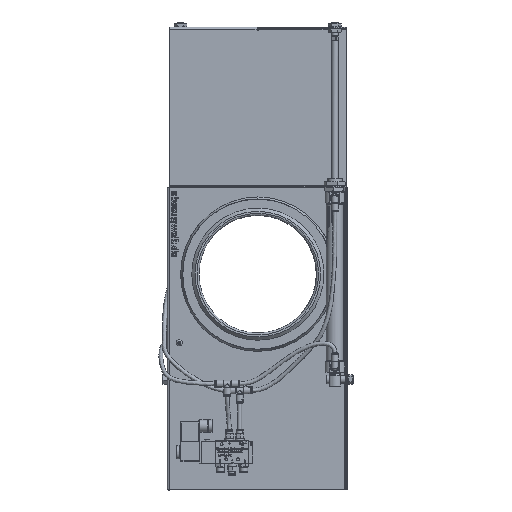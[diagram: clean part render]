
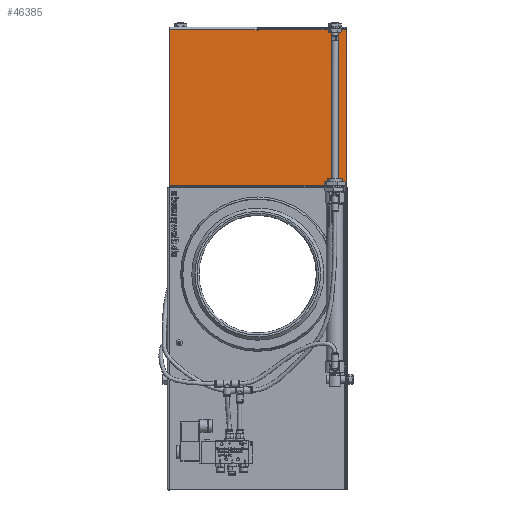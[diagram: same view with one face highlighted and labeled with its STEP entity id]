
A CAD part, top view. The second image highlights one B-rep face of the part: STEP entity #46385.
In plain terms, the highlighted face is planar.
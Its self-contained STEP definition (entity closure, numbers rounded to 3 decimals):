
#944=CIRCLE('',#49088,3.5);
#946=CIRCLE('',#49092,3.5);
#948=CIRCLE('',#49096,3.5);
#950=CIRCLE('',#49100,3.5);
#952=CIRCLE('',#49104,100.);
#3012=FACE_BOUND('',#8793,.T.);
#3013=FACE_BOUND('',#8794,.T.);
#3014=FACE_BOUND('',#8795,.T.);
#5951=FACE_OUTER_BOUND('',#8792,.T.);
#8792=EDGE_LOOP('',(#32128,#32129,#32130,#32131,#32132,#32133,#32134,#32135));
#8793=EDGE_LOOP('',(#32136,#32137,#32138,#32139));
#8794=EDGE_LOOP('',(#32140,#32141,#32142,#32143));
#8795=EDGE_LOOP('',(#32144));
#12219=LINE('',#64415,#15841);
#12223=LINE('',#64425,#15845);
#12228=LINE('',#64440,#15850);
#12231=LINE('',#64449,#15853);
#12252=LINE('',#64519,#15874);
#12265=LINE('',#64558,#15887);
#12266=LINE('',#64561,#15888);
#12269=LINE('',#64567,#15891);
#12272=LINE('',#64572,#15894);
#12274=LINE('',#64576,#15896);
#12277=LINE('',#64582,#15899);
#12280=LINE('',#64587,#15902);
#15841=VECTOR('',#52651,215.);
#15845=VECTOR('',#52663,215.);
#15850=VECTOR('',#52676,215.);
#15853=VECTOR('',#52687,215.);
#15874=VECTOR('',#52754,134.5);
#15887=VECTOR('',#52803,134.5);
#15888=VECTOR('',#52806,2.);
#15891=VECTOR('',#52811,2.);
#15894=VECTOR('',#52816,2.);
#15896=VECTOR('',#52820,488.);
#15899=VECTOR('',#52825,271.);
#15902=VECTOR('',#52830,488.);
#19499=VERTEX_POINT('',#64406);
#19500=VERTEX_POINT('',#64408);
#19502=VERTEX_POINT('',#64414);
#19504=VERTEX_POINT('',#64420);
#19507=VERTEX_POINT('',#64430);
#19508=VERTEX_POINT('',#64432);
#19510=VERTEX_POINT('',#64438);
#19512=VERTEX_POINT('',#64444);
#19514=VERTEX_POINT('',#64453);
#19537=VERTEX_POINT('',#64516);
#19538=VERTEX_POINT('',#64518);
#19545=VERTEX_POINT('',#64550);
#19546=VERTEX_POINT('',#64554);
#19547=VERTEX_POINT('',#64560);
#19549=VERTEX_POINT('',#64566);
#19551=VERTEX_POINT('',#64575);
#19553=VERTEX_POINT('',#64581);
#24391=EDGE_CURVE('',#19500,#19499,#944,.T.);
#24394=EDGE_CURVE('',#19502,#19500,#12219,.T.);
#24397=EDGE_CURVE('',#19504,#19502,#946,.T.);
#24400=EDGE_CURVE('',#19499,#19504,#12223,.T.);
#24403=EDGE_CURVE('',#19508,#19507,#948,.T.);
#24407=EDGE_CURVE('',#19507,#19510,#12228,.T.);
#24410=EDGE_CURVE('',#19510,#19512,#950,.T.);
#24412=EDGE_CURVE('',#19512,#19508,#12231,.T.);
#24414=EDGE_CURVE('',#19514,#19514,#952,.T.);
#24444=EDGE_CURVE('',#19537,#19538,#12252,.T.);
#24464=EDGE_CURVE('',#19546,#19545,#12265,.T.);
#24465=EDGE_CURVE('',#19538,#19547,#12266,.T.);
#24468=EDGE_CURVE('',#19547,#19549,#12269,.T.);
#24471=EDGE_CURVE('',#19549,#19546,#12272,.T.);
#24473=EDGE_CURVE('',#19545,#19551,#12274,.T.);
#24476=EDGE_CURVE('',#19551,#19553,#12277,.T.);
#24479=EDGE_CURVE('',#19553,#19537,#12280,.T.);
#32128=ORIENTED_EDGE('',*,*,#24444,.F.);
#32129=ORIENTED_EDGE('',*,*,#24479,.F.);
#32130=ORIENTED_EDGE('',*,*,#24476,.F.);
#32131=ORIENTED_EDGE('',*,*,#24473,.F.);
#32132=ORIENTED_EDGE('',*,*,#24464,.F.);
#32133=ORIENTED_EDGE('',*,*,#24471,.F.);
#32134=ORIENTED_EDGE('',*,*,#24468,.F.);
#32135=ORIENTED_EDGE('',*,*,#24465,.F.);
#32136=ORIENTED_EDGE('',*,*,#24391,.T.);
#32137=ORIENTED_EDGE('',*,*,#24400,.T.);
#32138=ORIENTED_EDGE('',*,*,#24397,.T.);
#32139=ORIENTED_EDGE('',*,*,#24394,.T.);
#32140=ORIENTED_EDGE('',*,*,#24403,.T.);
#32141=ORIENTED_EDGE('',*,*,#24407,.T.);
#32142=ORIENTED_EDGE('',*,*,#24410,.T.);
#32143=ORIENTED_EDGE('',*,*,#24412,.T.);
#32144=ORIENTED_EDGE('',*,*,#24414,.T.);
#44371=PLANE('',#49150);
#46385=ADVANCED_FACE('',(#5951,#3012,#3013,#3014),#44371,.T.);
#49088=AXIS2_PLACEMENT_3D('',#64409,#52645,#52646);
#49092=AXIS2_PLACEMENT_3D('',#64421,#52657,#52658);
#49096=AXIS2_PLACEMENT_3D('',#64433,#52669,#52670);
#49100=AXIS2_PLACEMENT_3D('',#64446,#52682,#52683);
#49104=AXIS2_PLACEMENT_3D('',#64454,#52692,#52693);
#49150=AXIS2_PLACEMENT_3D('',#64590,#52834,#52835);
#52645=DIRECTION('center_axis',(0.,-1.,0.));
#52646=DIRECTION('ref_axis',(0.,0.,-1.));
#52651=DIRECTION('',(-1.,0.,0.));
#52657=DIRECTION('center_axis',(0.,-1.,0.));
#52658=DIRECTION('ref_axis',(0.,0.,1.));
#52663=DIRECTION('',(1.,0.,0.));
#52669=DIRECTION('center_axis',(0.,-1.,0.));
#52670=DIRECTION('ref_axis',(0.,0.,1.));
#52676=DIRECTION('',(1.,0.,0.));
#52682=DIRECTION('center_axis',(0.,-1.,0.));
#52683=DIRECTION('ref_axis',(0.,0.,-1.));
#52687=DIRECTION('',(-1.,0.,0.));
#52692=DIRECTION('center_axis',(0.,-1.,0.));
#52693=DIRECTION('ref_axis',(1.,0.,0.));
#52754=DIRECTION('',(0.,0.,-1.));
#52803=DIRECTION('',(0.,0.,-1.));
#52806=DIRECTION('',(1.,0.,0.));
#52811=DIRECTION('',(0.,0.,-1.));
#52816=DIRECTION('',(-1.,0.,0.));
#52820=DIRECTION('',(1.,0.,0.));
#52825=DIRECTION('',(0.,0.,1.));
#52830=DIRECTION('',(-1.,0.,0.));
#52834=DIRECTION('center_axis',(0.,1.,0.));
#52835=DIRECTION('ref_axis',(0.,0.,1.));
#64406=CARTESIAN_POINT('',(88.816,2.,-123.5));
#64408=CARTESIAN_POINT('',(88.816,2.,-116.5));
#64409=CARTESIAN_POINT('Origin',(88.816,2.,-120.));
#64414=CARTESIAN_POINT('',(303.816,2.,-116.5));
#64415=CARTESIAN_POINT('',(185.998,2.,-116.5));
#64420=CARTESIAN_POINT('',(303.816,2.,-123.5));
#64421=CARTESIAN_POINT('Origin',(303.816,2.,-120.));
#64425=CARTESIAN_POINT('',(78.498,2.,-123.5));
#64430=CARTESIAN_POINT('',(88.816,2.,116.5));
#64432=CARTESIAN_POINT('',(88.816,2.,123.5));
#64433=CARTESIAN_POINT('Origin',(88.816,2.,120.));
#64438=CARTESIAN_POINT('',(303.816,2.,116.5));
#64440=CARTESIAN_POINT('',(185.998,2.,116.5));
#64444=CARTESIAN_POINT('',(303.816,2.,123.5));
#64446=CARTESIAN_POINT('Origin',(303.816,2.,120.));
#64449=CARTESIAN_POINT('',(78.498,2.,123.5));
#64453=CARTESIAN_POINT('',(298.816,2.,-0.5));
#64454=CARTESIAN_POINT('Origin',(198.816,2.,-0.5));
#64516=CARTESIAN_POINT('',(-175.184,2.,135.5));
#64518=CARTESIAN_POINT('',(-175.184,2.,1.));
#64519=CARTESIAN_POINT('',(-175.184,2.,1.));
#64550=CARTESIAN_POINT('',(-175.184,2.,-135.5));
#64554=CARTESIAN_POINT('',(-175.184,2.,-1.));
#64558=CARTESIAN_POINT('',(-175.184,2.,-135.5));
#64560=CARTESIAN_POINT('',(-173.184,2.,1.));
#64561=CARTESIAN_POINT('',(-173.184,2.,1.));
#64566=CARTESIAN_POINT('',(-173.184,2.,-1.));
#64567=CARTESIAN_POINT('',(-173.184,2.,-1.));
#64572=CARTESIAN_POINT('',(-175.184,2.,-1.));
#64575=CARTESIAN_POINT('',(312.816,2.,-135.5));
#64576=CARTESIAN_POINT('',(312.816,2.,-135.5));
#64581=CARTESIAN_POINT('',(312.816,2.,135.5));
#64582=CARTESIAN_POINT('',(312.816,2.,135.5));
#64587=CARTESIAN_POINT('',(-175.184,2.,135.5));
#64590=CARTESIAN_POINT('Origin',(68.18,2.,0.));
